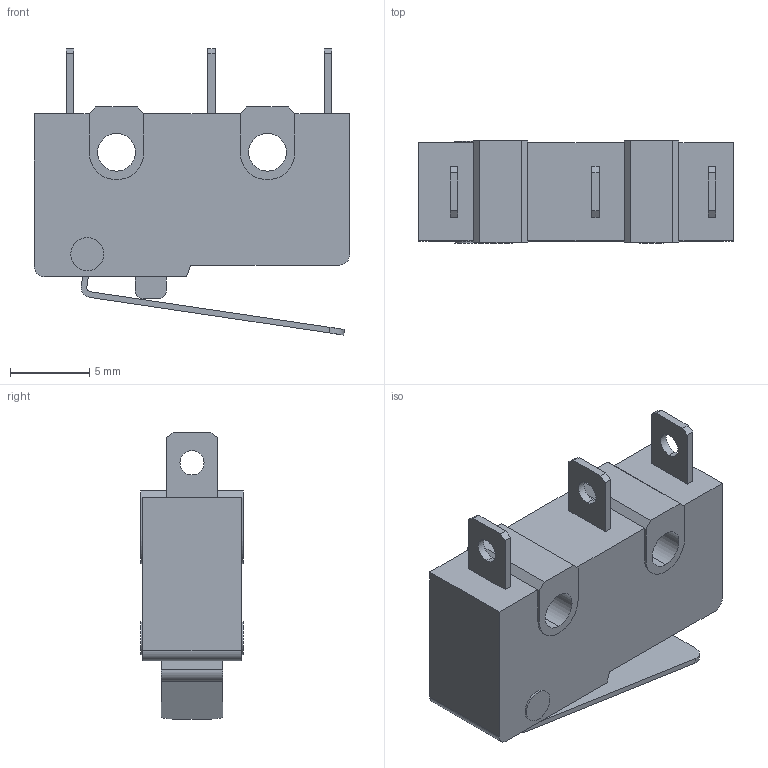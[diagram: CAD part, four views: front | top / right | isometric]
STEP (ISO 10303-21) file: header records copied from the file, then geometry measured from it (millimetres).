
FILE_DESCRIPTION (( 'STEP AP203' ), '1' );
FILE_NAME ('605630.STEP', '2014-11-14T16:56:06', ( 'Kyle' ), ( 'Microsoft' ), 'SwSTEP 2.0', 'SolidWorks 2014', '' );
FILE_SCHEMA (( 'CONFIG_CONTROL_DESIGN' ));
Length unit declared in the file: inch
Products named in the file (1): 605630
Bounding box: 19.89 x 6.44 x 18.06 mm (x, y, z)
Volume: 1235.9 mm3; surface area: 1107.2 mm2
Topology: 1 solids, 1 shells, 89 faces, 232 edges, 152 vertices
Faces by surface type: plane 63, cylinder 26
Entity records: 2813 total; most frequent: CARTESIAN_POINT 474, ORIENTED_EDGE 464, DIRECTION 464, EDGE_CURVE 232, LINE 180, VECTOR 180, VERTEX_POINT 152, AXIS2_PLACEMENT_3D 142
